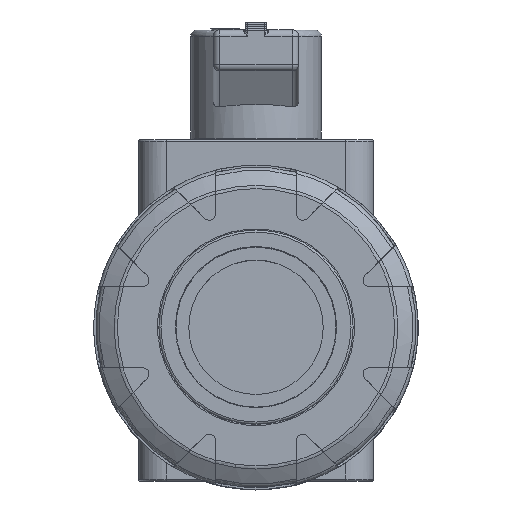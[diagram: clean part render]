
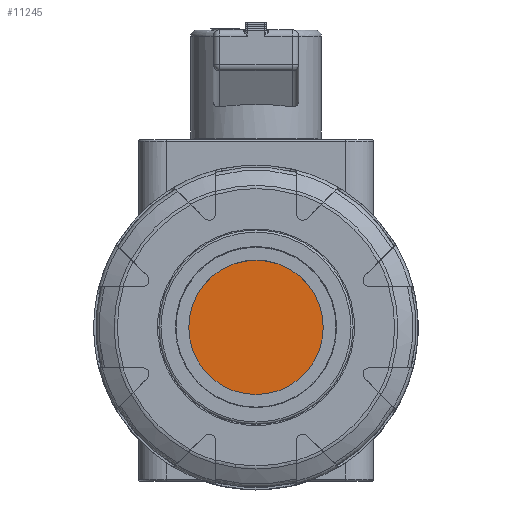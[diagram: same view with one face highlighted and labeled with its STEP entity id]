
A CAD part, top view. The second image highlights one B-rep face of the part: STEP entity #11245.
In plain terms, the highlighted planar face has unit normal (0, 0, 1).
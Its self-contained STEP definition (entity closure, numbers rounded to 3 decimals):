
#419=PLANE('',#12313);
#1065=FACE_OUTER_BOUND('',#1732,.T.);
#1732=EDGE_LOOP('',(#9389));
#2300=CIRCLE('',#12286,31.5);
#4957=VERTEX_POINT('',#21406);
#6458=EDGE_CURVE('',#4957,#4957,#2300,.T.);
#9389=ORIENTED_EDGE('',*,*,#6458,.F.);
#11245=ADVANCED_FACE('',(#1065),#419,.T.);
#12286=AXIS2_PLACEMENT_3D('',#21408,#14766,#14767);
#12313=AXIS2_PLACEMENT_3D('',#21926,#14821,#14822);
#14766=DIRECTION('center_axis',(0.,0.,-1.));
#14767=DIRECTION('ref_axis',(-1.,0.,0.));
#14821=DIRECTION('center_axis',(0.,0.,1.));
#14822=DIRECTION('ref_axis',(1.,0.,0.));
#21406=CARTESIAN_POINT('',(31.5,0.,35.5));
#21408=CARTESIAN_POINT('Origin',(0.,0.,35.5));
#21926=CARTESIAN_POINT('Origin',(-42.,0.,35.5));
